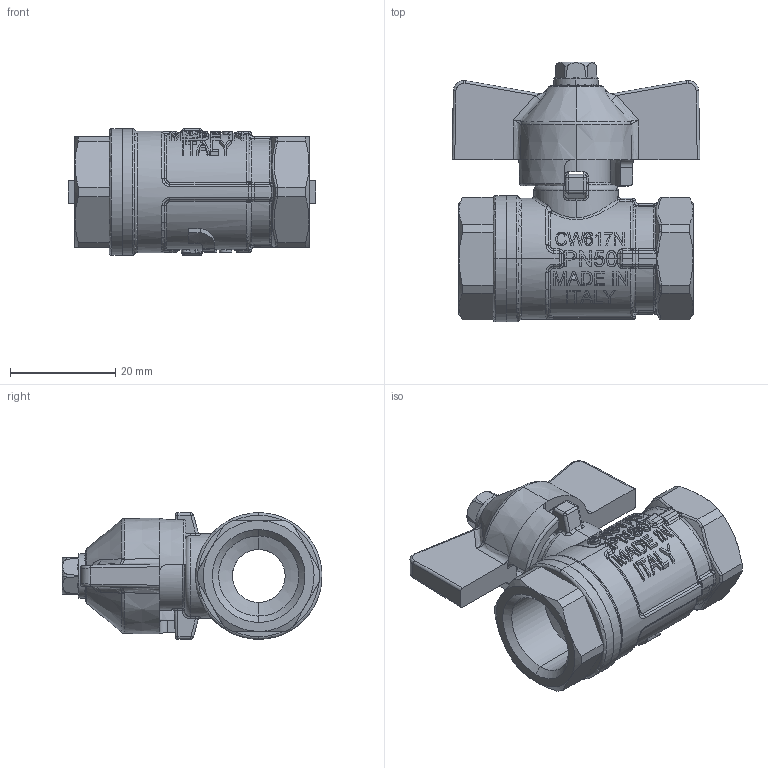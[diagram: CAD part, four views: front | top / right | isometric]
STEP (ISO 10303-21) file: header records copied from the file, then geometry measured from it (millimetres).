
FILE_DESCRIPTION (( 'STEP AP214' ), '1' );
FILE_NAME ('IT-IDEAL09203_R.STEP', '2018-09-21T13:32:56', ( '' ), ( '' ), 'SwSTEP 2.0', 'SolidWorks 2018', '' );
FILE_SCHEMA (( 'AUTOMOTIVE_DESIGN' ));
Products named in the file (1): IT-IDEAL09203_R
Bounding box: 47 x 49.29 x 24 mm (x, y, z)
Surface area: 8646.2 mm2 (no closed solid volume)
Topology: 0 solids, 4 shells, 887 faces, 2299 edges, 1429 vertices
Faces by surface type: bspline 273, plane 271, cylinder 180, torus 71, cone 46, sphere 46
Entity records: 43366 total; most frequent: CARTESIAN_POINT 27676, ORIENTED_EDGE 4465, EDGE_CURVE 2279, B_SPLINE_CURVE_WITH_KNOTS 2158, VERTEX_POINT 1429, DIRECTION 1230, EDGE_LOOP 929, FACE_OUTER_BOUND 887
